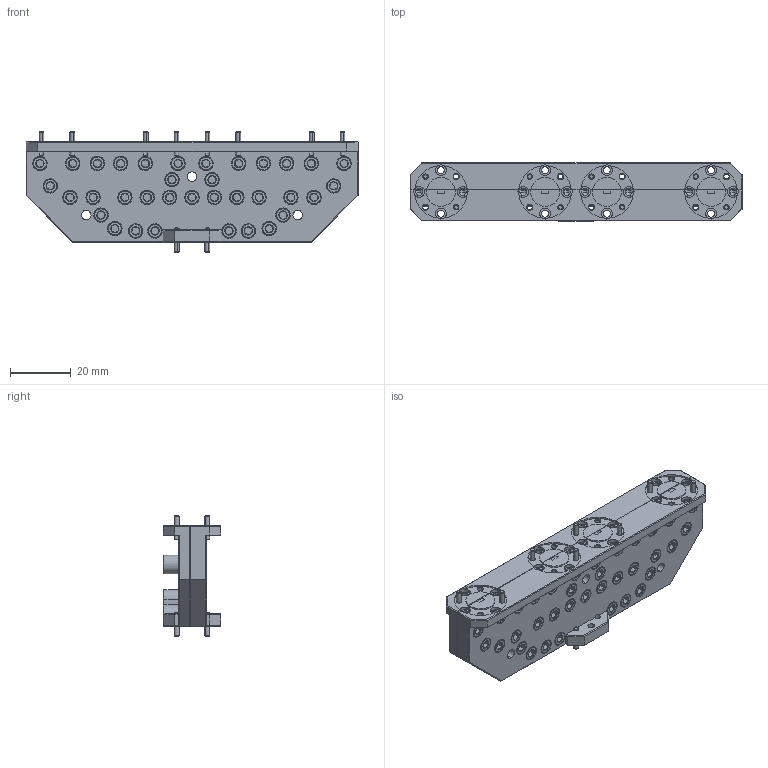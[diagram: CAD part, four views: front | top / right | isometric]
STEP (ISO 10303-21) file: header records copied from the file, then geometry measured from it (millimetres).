
FILE_DESCRIPTION (( 'STEP AP214' ), '1' );
FILE_NAME ('WP-W4I-A, Defeatured.STEP', '2024-04-18T19:13:39', ( '' ), ( '' ), 'SwSTEP 2.0', 'SolidWorks 2021', '' );
FILE_SCHEMA (( 'AUTOMOTIVE_DESIGN' ));
Length unit declared in the file: inch
Products named in the file (1): WP-W4I-A, Defeatured
Bounding box: 109.22 x 19.05 x 39.75 mm (x, y, z)
Volume: 33182.5 mm3; surface area: 24606 mm2
Topology: 46 solids, 46 shells, 1739 faces, 3871 edges, 2352 vertices
Faces by surface type: plane 673, cylinder 533, cone 521, bspline 12
Entity records: 50587 total; most frequent: CARTESIAN_POINT 10908, DIRECTION 8567, ORIENTED_EDGE 7738, EDGE_CURVE 3869, AXIS2_PLACEMENT_3D 3358, VERTEX_POINT 2352, EDGE_LOOP 1939, VECTOR 1851
